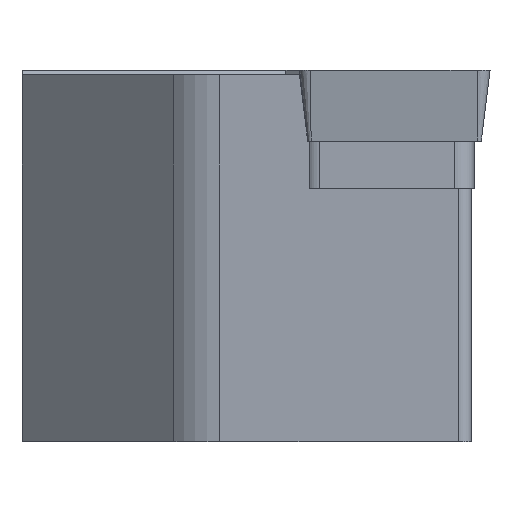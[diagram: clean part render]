
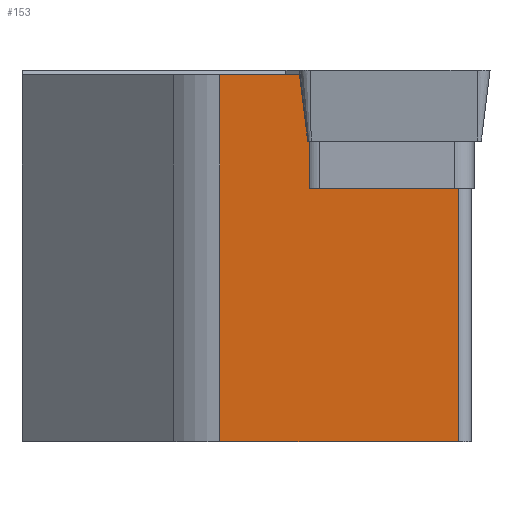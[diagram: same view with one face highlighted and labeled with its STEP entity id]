
A CAD part, left-side view. The second image highlights one B-rep face of the part: STEP entity #153.
In plain terms, the highlighted planar face has unit normal (-0.996, 0.087, 0).
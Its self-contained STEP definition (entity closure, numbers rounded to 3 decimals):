
#125=PLANE('',#742);
#153=ADVANCED_FACE('',(#191),#125,.F.);
#191=FACE_OUTER_BOUND('',#224,.T.);
#224=EDGE_LOOP('',(#445,#446,#447,#448,#449,#450,#451,#452));
#249=LINE('',#960,#318);
#254=LINE('',#973,#323);
#261=LINE('',#992,#330);
#264=LINE('',#997,#333);
#274=LINE('',#1022,#343);
#278=LINE('',#1029,#347);
#279=LINE('',#1030,#348);
#280=LINE('',#1032,#349);
#318=VECTOR('',#786,1.);
#323=VECTOR('',#797,1.);
#330=VECTOR('',#816,1.);
#333=VECTOR('',#821,1.);
#343=VECTOR('',#837,1.);
#347=VECTOR('',#845,1.);
#348=VECTOR('',#846,1.);
#349=VECTOR('',#847,1.);
#445=ORIENTED_EDGE('',*,*,#622,.F.);
#446=ORIENTED_EDGE('',*,*,#638,.F.);
#447=ORIENTED_EDGE('',*,*,#657,.F.);
#448=ORIENTED_EDGE('',*,*,#653,.F.);
#449=ORIENTED_EDGE('',*,*,#658,.F.);
#450=ORIENTED_EDGE('',*,*,#659,.F.);
#451=ORIENTED_EDGE('',*,*,#641,.T.);
#452=ORIENTED_EDGE('',*,*,#629,.T.);
#563=VERTEX_POINT('',#958);
#565=VERTEX_POINT('',#961);
#570=VERTEX_POINT('',#974);
#575=VERTEX_POINT('',#991);
#577=VERTEX_POINT('',#998);
#578=VERTEX_POINT('',#1002);
#588=VERTEX_POINT('',#1021);
#590=VERTEX_POINT('',#1031);
#622=EDGE_CURVE('',#563,#565,#249,.T.);
#629=EDGE_CURVE('',#570,#565,#254,.T.);
#638=EDGE_CURVE('',#575,#563,#261,.T.);
#641=EDGE_CURVE('',#577,#570,#264,.T.);
#653=EDGE_CURVE('',#588,#578,#274,.T.);
#657=EDGE_CURVE('',#578,#575,#278,.T.);
#658=EDGE_CURVE('',#590,#588,#279,.T.);
#659=EDGE_CURVE('',#577,#590,#280,.T.);
#742=AXIS2_PLACEMENT_3D('',#1033,#848,#849);
#786=DIRECTION('',(0.,0.,-1.));
#797=DIRECTION('',(0.087,0.996,0.));
#816=DIRECTION('',(-0.087,-0.996,0.));
#821=DIRECTION('',(0.,0.,1.));
#837=DIRECTION('',(-0.087,-0.996,0.));
#845=DIRECTION('',(-0.011,-0.123,-0.992));
#846=DIRECTION('',(0.,0.,1.));
#847=DIRECTION('',(0.087,0.996,0.));
#848=DIRECTION('',(0.996,-0.087,0.));
#849=DIRECTION('',(0.087,0.996,0.));
#958=CARTESIAN_POINT('',(2.121,12.115,-4.76));
#960=CARTESIAN_POINT('',(2.121,12.115,-7.94));
#961=CARTESIAN_POINT('',(2.121,12.115,-7.94));
#973=CARTESIAN_POINT('',(1.267,2.35,-7.94));
#974=CARTESIAN_POINT('',(1.246,2.113,-7.94));
#991=CARTESIAN_POINT('',(2.135,12.266,-4.76));
#992=CARTESIAN_POINT('',(1.246,2.113,-4.76));
#997=CARTESIAN_POINT('',(1.246,2.113,-30.));
#998=CARTESIAN_POINT('',(1.246,2.113,-25.));
#1002=CARTESIAN_POINT('',(2.183,12.82,-0.3));
#1021=CARTESIAN_POINT('',(2.653,18.187,-0.3));
#1022=CARTESIAN_POINT('',(1.246,2.113,-0.3));
#1029=CARTESIAN_POINT('',(1.851,9.024,-30.865));
#1030=CARTESIAN_POINT('',(2.653,18.187,-30.));
#1031=CARTESIAN_POINT('',(2.653,18.187,-25.));
#1032=CARTESIAN_POINT('',(1.246,2.113,-25.));
#1033=CARTESIAN_POINT('',(1.246,2.113,-30.));
